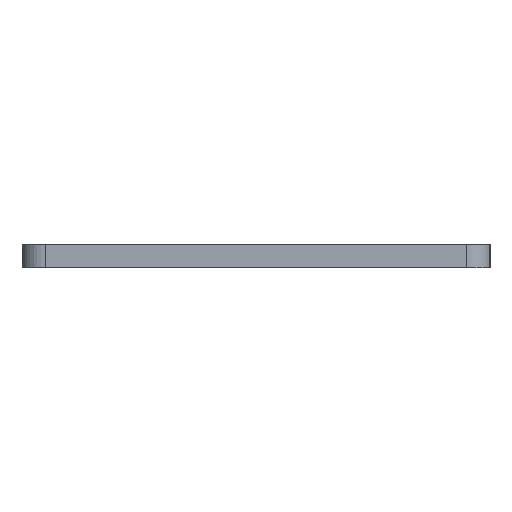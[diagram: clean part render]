
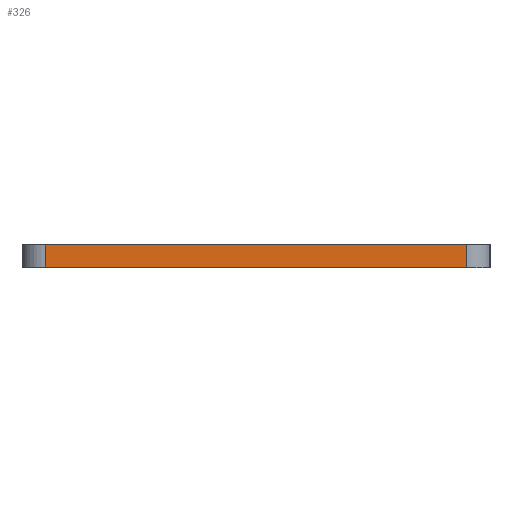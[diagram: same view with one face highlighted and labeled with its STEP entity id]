
A CAD part, left-side view. The second image highlights one B-rep face of the part: STEP entity #326.
In plain terms, the highlighted planar face has unit normal (-1, 0, 0).
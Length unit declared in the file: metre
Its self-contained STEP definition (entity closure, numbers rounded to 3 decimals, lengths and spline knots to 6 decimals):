
#326=ADVANCED_FACE('',(#789),#790,.T.);
#789=FACE_OUTER_BOUND('',#1244,.T.);
#790=PLANE('',#1245);
#1244=EDGE_LOOP('',(#2155,#2156,#2157,#2158));
#1245=AXIS2_PLACEMENT_3D('',#2159,#2160,#2161);
#2155=ORIENTED_EDGE('',*,*,#2200,.T.);
#2156=ORIENTED_EDGE('',*,*,#2338,.T.);
#2157=ORIENTED_EDGE('',*,*,#2396,.T.);
#2158=ORIENTED_EDGE('',*,*,#2332,.T.);
#2159=CARTESIAN_POINT('',(-0.2175,0.0,-0.001));
#2160=DIRECTION('',(-1.0,0.0,0.0));
#2161=DIRECTION('',(0.0,0.,-1.0));
#2200=EDGE_CURVE('',#2588,#2586,#2589,.T.);
#2332=EDGE_CURVE('',#2812,#2588,#2813,.F.);
#2338=EDGE_CURVE('',#2586,#2820,#2822,.T.);
#2396=EDGE_CURVE('',#2820,#2812,#2916,.T.);
#2586=VERTEX_POINT('',#3450);
#2588=VERTEX_POINT('',#3452);
#2589=LINE('',#3453,#3454);
#2812=VERTEX_POINT('',#4076);
#2813=LINE('',#4077,#4078);
#2820=VERTEX_POINT('',#4087);
#2822=LINE('',#4089,#4090);
#2916=LINE('',#4382,#4383);
#3450=CARTESIAN_POINT('',(-0.2175,-0.002,0.));
#3452=CARTESIAN_POINT('',(-0.2175,-0.038,0.));
#3453=CARTESIAN_POINT('',(-0.2175,0.0,0.));
#3454=VECTOR('',#4816,1.0);
#4076=CARTESIAN_POINT('',(-0.2175,-0.038,-0.002));
#4077=CARTESIAN_POINT('',(-0.2175,-0.038,-0.001));
#4078=VECTOR('',#5014,1.0);
#4087=CARTESIAN_POINT('',(-0.2175,-0.002,-0.002));
#4089=CARTESIAN_POINT('',(-0.2175,-0.002,-0.001));
#4090=VECTOR('',#5023,1.0);
#4382=CARTESIAN_POINT('',(-0.2175,0.,-0.002));
#4383=VECTOR('',#5091,1.0);
#4816=DIRECTION('',(0.0,1.0,0.));
#5014=DIRECTION('',(0.0,0.,-1.0));
#5023=DIRECTION('',(0.0,0.0,-1.0));
#5091=DIRECTION('',(-0.0,-1.0,0.));
